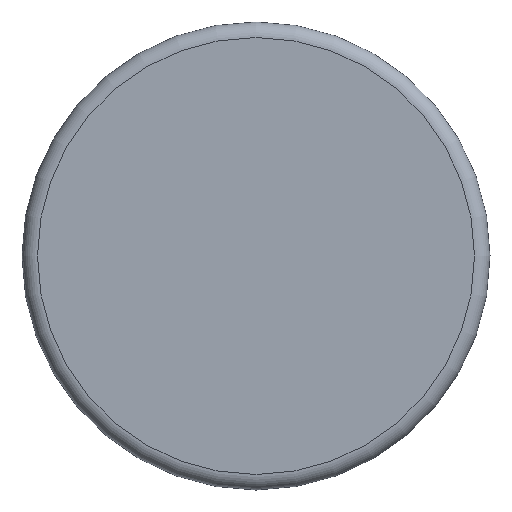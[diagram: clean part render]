
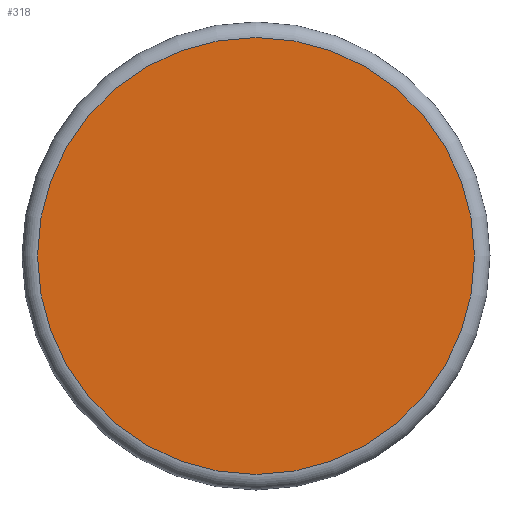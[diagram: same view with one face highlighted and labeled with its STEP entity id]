
A CAD part, front view. The second image highlights one B-rep face of the part: STEP entity #318.
In plain terms, the highlighted planar face has unit normal (0, -1, 0).
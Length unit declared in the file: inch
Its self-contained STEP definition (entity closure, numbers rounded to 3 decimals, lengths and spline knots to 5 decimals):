
#21=PLANE('',#357);
#113=FACE_OUTER_BOUND('',#131,.T.);
#131=EDGE_LOOP('',(#252,#253));
#148=CIRCLE('',#351,0.42276);
#149=CIRCLE('',#352,0.42276);
#154=VERTEX_POINT('',#470);
#155=VERTEX_POINT('',#472);
#185=EDGE_CURVE('',#155,#154,#148,.T.);
#186=EDGE_CURVE('',#154,#155,#149,.T.);
#252=ORIENTED_EDGE('',*,*,#185,.T.);
#253=ORIENTED_EDGE('',*,*,#186,.T.);
#318=ADVANCED_FACE('',(#113),#21,.F.);
#351=AXIS2_PLACEMENT_3D('',#473,#384,#385);
#352=AXIS2_PLACEMENT_3D('',#474,#386,#387);
#357=AXIS2_PLACEMENT_3D('',#506,#409,#410);
#384=DIRECTION('center_axis',(0.,-1.,0.));
#385=DIRECTION('ref_axis',(0.,0.,1.));
#386=DIRECTION('center_axis',(0.,-1.,0.));
#387=DIRECTION('ref_axis',(0.,0.,1.));
#409=DIRECTION('center_axis',(0.,1.,0.));
#410=DIRECTION('ref_axis',(0.,0.,1.));
#470=CARTESIAN_POINT('',(0.,0.,-0.42276));
#472=CARTESIAN_POINT('',(0.,0.,0.42276));
#473=CARTESIAN_POINT('Origin',(0.,0.,0.));
#474=CARTESIAN_POINT('Origin',(0.,0.,0.));
#506=CARTESIAN_POINT('Origin',(0.,0.,0.));
